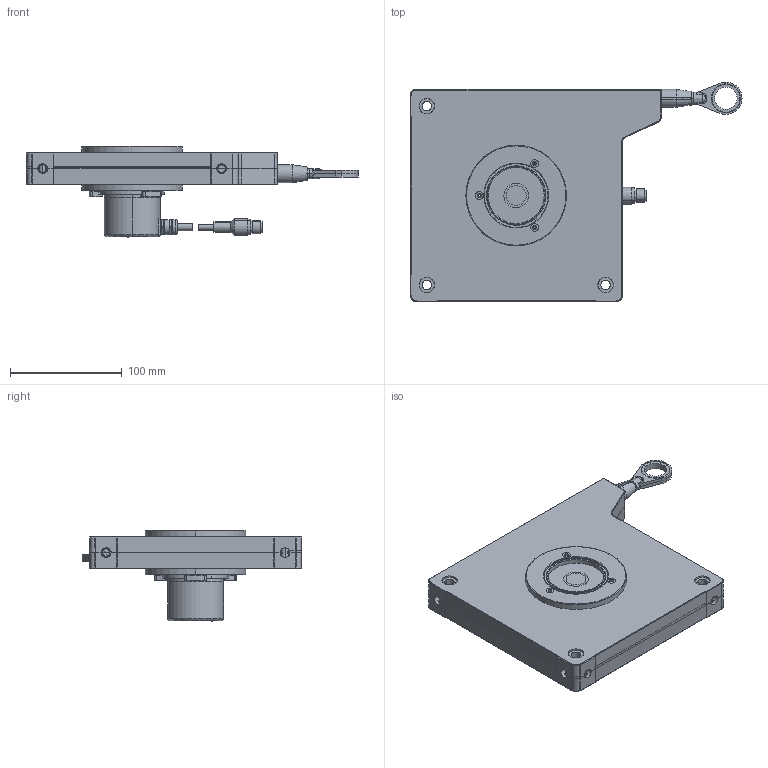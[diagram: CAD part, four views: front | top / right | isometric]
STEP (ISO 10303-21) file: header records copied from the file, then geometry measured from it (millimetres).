
FILE_DESCRIPTION (( 'STEP AP214' ), '1' );
FILE_NAME ('LCF190-AP-01B外形图（配JSCM50S编码器+9305-4插头）(带指示灯).STEP', '2024-06-05T08:42:36', ( 'NING MEI' ), ( '' ), 'SwSTEP 2.0', 'SolidWorks 2014', '' );
FILE_SCHEMA (( 'AUTOMOTIVE_DESIGN' ));
Length unit declared in the file: millimetre
Products named in the file (1): LCF190-AP-01B外形图（配JSCM50S编码器+9305-4插头）(带指示灯)
Bounding box: 297 x 196.4 x 81.8 mm (x, y, z)
Surface area: 128532.8 mm2 (no closed solid volume)
Topology: 0 solids, 49 shells, 572 faces, 1888 edges, 1320 vertices
Faces by surface type: plane 234, cylinder 191, cone 68, torus 36, sphere 22, bspline 21
Entity records: 28573 total; most frequent: CARTESIAN_POINT 6328, DIRECTION 3467, ORIENTED_EDGE 2852, EDGE_CURVE 1859, VERTEX_POINT 1310, AXIS2_PLACEMENT_3D 1277, VECTOR 913, LINE 913
